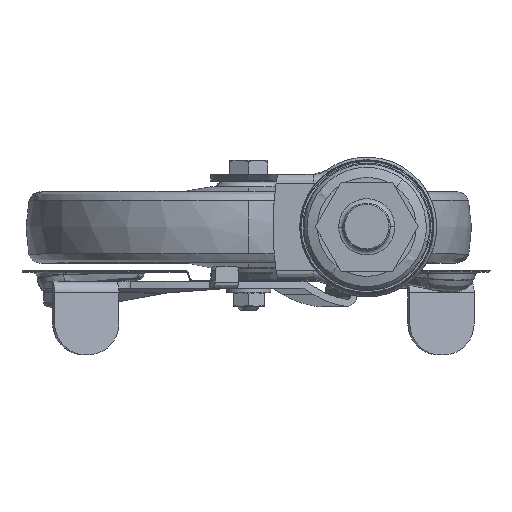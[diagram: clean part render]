
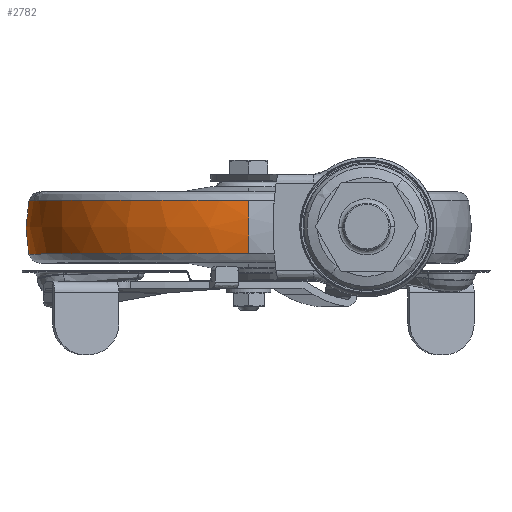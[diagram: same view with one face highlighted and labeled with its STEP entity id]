
A CAD part, top view. The second image highlights one B-rep face of the part: STEP entity #2782.
In plain terms, the highlighted free-form (B-spline) face has degree [2, 2] with [3, 7] control points.
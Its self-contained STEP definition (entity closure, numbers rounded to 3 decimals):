
#2560=CARTESIAN_POINT('',(-149.542,12.,-109.455));
#2561=VERTEX_POINT('',#2560);
#2575=CARTESIAN_POINT('',(-53.0,12.,-31.611));
#2576=VERTEX_POINT('',#2575);
#2577=CARTESIAN_POINT('',(-53.0,12.,-31.611));
#2578=CARTESIAN_POINT('',(-132.655,12.,-31.611));
#2579=CARTESIAN_POINT('',(-149.542,12.,-109.455));
#2587=(BOUNDED_CURVE()B_SPLINE_CURVE(2,(#2577,#2578,#2579),.UNSPECIFIED.,.F.,.U.)B_SPLINE_CURVE_WITH_KNOTS((3,3),(0.5,0.714),.UNSPECIFIED.)CURVE()GEOMETRIC_REPRESENTATION_ITEM()RATIONAL_B_SPLINE_CURVE((1.0,0.75,0.927))REPRESENTATION_ITEM(''));
#2588=EDGE_CURVE('',#2576,#2561,#2587,.T.);
#2654=CARTESIAN_POINT('',(-53.0,12.,-229.186));
#2655=VERTEX_POINT('',#2654);
#2669=CARTESIAN_POINT('',(-149.542,12.,-109.455));
#2670=CARTESIAN_POINT('',(-151.788,12.,-119.806));
#2671=CARTESIAN_POINT('',(-151.788,12.,-130.398));
#2672=CARTESIAN_POINT('',(-151.788,12.,-229.186));
#2673=CARTESIAN_POINT('',(-53.0,12.,-229.186));
#2681=(BOUNDED_CURVE()B_SPLINE_CURVE(2,(#2669,#2670,#2671,#2672,#2673),.UNSPECIFIED.,.F.,.U.)B_SPLINE_CURVE_WITH_KNOTS((3,2,3),(0.714,0.75,1.0),.UNSPECIFIED.)CURVE()GEOMETRIC_REPRESENTATION_ITEM()RATIONAL_B_SPLINE_CURVE((0.927,0.957,1.0,0.707,1.0))REPRESENTATION_ITEM(''));
#2682=EDGE_CURVE('',#2561,#2655,#2681,.T.);
#2689=CARTESIAN_POINT('',(-50.245,-13.171,-31.862));
#2690=CARTESIAN_POINT('',(-50.162,0.,-28.898));
#2691=CARTESIAN_POINT('',(-50.245,13.171,-31.862));
#2692=CARTESIAN_POINT('',(-51.615,-13.171,-31.862));
#2693=CARTESIAN_POINT('',(-51.573,0.,-28.898));
#2694=CARTESIAN_POINT('',(-51.615,13.171,-31.862));
#2695=CARTESIAN_POINT('',(-151.537,-13.171,-31.862));
#2696=CARTESIAN_POINT('',(-154.5,0.,-28.898));
#2697=CARTESIAN_POINT('',(-151.537,13.171,-31.862));
#2698=CARTESIAN_POINT('',(-151.537,-13.171,-130.398));
#2699=CARTESIAN_POINT('',(-154.5,0.,-130.398));
#2700=CARTESIAN_POINT('',(-151.537,13.171,-130.398));
#2701=CARTESIAN_POINT('',(-151.537,-13.171,-228.935));
#2702=CARTESIAN_POINT('',(-154.5,0.,-231.898));
#2703=CARTESIAN_POINT('',(-151.537,13.171,-228.935));
#2704=CARTESIAN_POINT('',(-51.615,-13.171,-228.935));
#2705=CARTESIAN_POINT('',(-51.573,0.,-231.898));
#2706=CARTESIAN_POINT('',(-51.615,13.171,-228.935));
#2707=CARTESIAN_POINT('',(-50.245,-13.171,-228.935));
#2708=CARTESIAN_POINT('',(-50.162,0.,-231.898));
#2709=CARTESIAN_POINT('',(-50.245,13.171,-228.935));
#2717=(BOUNDED_SURFACE()B_SPLINE_SURFACE(2,2,((#2689,#2692,#2695,#2698,#2701,#2704,#2707),(#2690,#2693,#2696,#2699,#2702,#2705,#2708),(#2691,#2694,#2697,#2700,#2703,#2706,#2709)),.UNSPECIFIED.,.F.,.F.,.U.)B_SPLINE_SURFACE_WITH_KNOTS((3,3),(3,1,2,1,3),(0.0,26.667),(0.0,3.314,168.999,334.685,337.998),.UNSPECIFIED.)GEOMETRIC_REPRESENTATION_ITEM()RATIONAL_B_SPLINE_SURFACE(((0.881,0.876,0.616,0.871,0.616,0.876,0.881),(0.859,0.854,0.601,0.849,0.601,0.854,0.859),(0.881,0.876,0.616,0.871,0.616,0.876,0.881)))REPRESENTATION_ITEM('')SURFACE());
#2718=CARTESIAN_POINT('',(-53.0,-12.,-31.611));
#2719=VERTEX_POINT('',#2718);
#2720=CARTESIAN_POINT('',(-53.,-12.,-31.611));
#2721=CARTESIAN_POINT('',(-53.,0.,-29.161));
#2722=CARTESIAN_POINT('',(-53.,12.,-31.611));
#2730=(BOUNDED_CURVE()B_SPLINE_CURVE(2,(#2720,#2721,#2722),.UNSPECIFIED.,.F.,.U.)B_SPLINE_CURVE_WITH_KNOTS((3,3),(0.458,0.542),.UNSPECIFIED.)CURVE()GEOMETRIC_REPRESENTATION_ITEM()RATIONAL_B_SPLINE_CURVE((0.869,0.851,0.869))REPRESENTATION_ITEM(''));
#2731=EDGE_CURVE('',#2719,#2576,#2730,.T.);
#2732=ORIENTED_EDGE('',*,*,#2731,.T.);
#2733=ORIENTED_EDGE('',*,*,#2588,.T.);
#2734=ORIENTED_EDGE('',*,*,#2682,.T.);
#2735=CARTESIAN_POINT('',(-53.0,-12.,-229.186));
#2736=VERTEX_POINT('',#2735);
#2737=CARTESIAN_POINT('',(-53.,-12.,-229.186));
#2738=CARTESIAN_POINT('',(-53.,0.,-231.636));
#2739=CARTESIAN_POINT('',(-53.,12.,-229.186));
#2747=(BOUNDED_CURVE()B_SPLINE_CURVE(2,(#2737,#2738,#2739),.UNSPECIFIED.,.F.,.U.)B_SPLINE_CURVE_WITH_KNOTS((3,3),(0.458,0.542),.UNSPECIFIED.)CURVE()GEOMETRIC_REPRESENTATION_ITEM()RATIONAL_B_SPLINE_CURVE((0.869,0.851,0.869))REPRESENTATION_ITEM(''));
#2748=EDGE_CURVE('',#2736,#2655,#2747,.T.);
#2749=ORIENTED_EDGE('',*,*,#2748,.F.);
#2750=CARTESIAN_POINT('',(-150.038,-12.,-148.909));
#2751=VERTEX_POINT('',#2750);
#2752=CARTESIAN_POINT('',(-150.038,-12.,-148.909));
#2753=CARTESIAN_POINT('',(-134.724,-12.,-229.186));
#2754=CARTESIAN_POINT('',(-53.0,-12.,-229.186));
#2762=(BOUNDED_CURVE()B_SPLINE_CURVE(2,(#2752,#2753,#2754),.UNSPECIFIED.,.F.,.U.)B_SPLINE_CURVE_WITH_KNOTS((3,3),(0.782,1.0),.UNSPECIFIED.)CURVE()GEOMETRIC_REPRESENTATION_ITEM()RATIONAL_B_SPLINE_CURVE((0.934,0.745,1.0))REPRESENTATION_ITEM(''));
#2763=EDGE_CURVE('',#2751,#2736,#2762,.T.);
#2764=ORIENTED_EDGE('',*,*,#2763,.F.);
#2765=CARTESIAN_POINT('',(-53.0,-12.,-31.611));
#2766=CARTESIAN_POINT('',(-151.788,-12.,-31.611));
#2767=CARTESIAN_POINT('',(-151.788,-12.,-130.398));
#2768=CARTESIAN_POINT('',(-151.788,-12.,-139.736));
#2769=CARTESIAN_POINT('',(-150.038,-12.,-148.909));
#2777=(BOUNDED_CURVE()B_SPLINE_CURVE(2,(#2765,#2766,#2767,#2768,#2769),.UNSPECIFIED.,.F.,.U.)B_SPLINE_CURVE_WITH_KNOTS((3,2,3),(0.5,0.75,0.782),.UNSPECIFIED.)CURVE()GEOMETRIC_REPRESENTATION_ITEM()RATIONAL_B_SPLINE_CURVE((1.0,0.707,1.0,0.962,0.934))REPRESENTATION_ITEM(''));
#2778=EDGE_CURVE('',#2719,#2751,#2777,.T.);
#2779=ORIENTED_EDGE('',*,*,#2778,.F.);
#2780=EDGE_LOOP('',(#2732,#2733,#2734,#2749,#2764,#2779));
#2781=FACE_OUTER_BOUND('',#2780,.T.);
#2782=ADVANCED_FACE('',(#2781),#2717,.T.);
